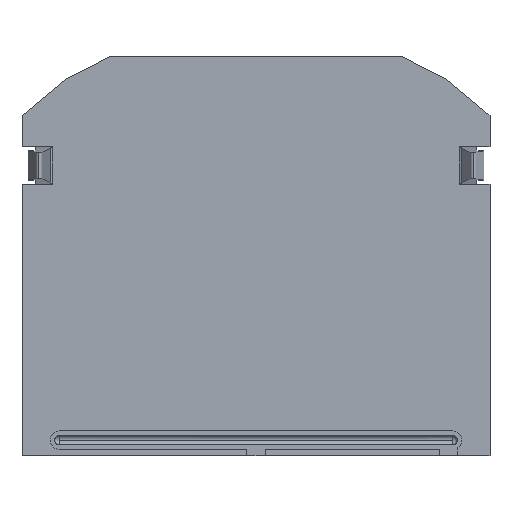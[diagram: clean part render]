
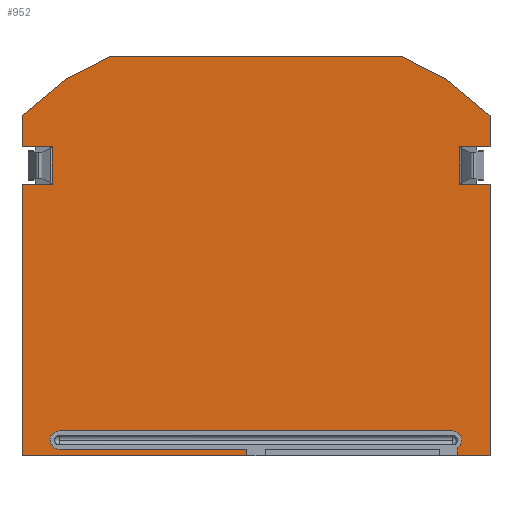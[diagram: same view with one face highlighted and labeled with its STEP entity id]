
A CAD part, left-side view. The second image highlights one B-rep face of the part: STEP entity #952.
In plain terms, the highlighted planar face has unit normal (-1, 0, 0).
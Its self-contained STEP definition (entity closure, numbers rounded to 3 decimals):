
#405=AXIS2_PLACEMENT_3D('Circle Axis2P3D',#403,#404,$) ;
#417=AXIS2_PLACEMENT_3D('Circle Axis2P3D',#415,#416,$) ;
#659=AXIS2_PLACEMENT_3D('Circle Axis2P3D',#657,#658,$) ;
#671=AXIS2_PLACEMENT_3D('Circle Axis2P3D',#669,#670,$) ;
#788=AXIS2_PLACEMENT_3D('Plane Axis2P3D',#785,#786,#787) ;
#369=CARTESIAN_POINT('Vertex',(8.357,5.975,3.975)) ;
#372=CARTESIAN_POINT('Line Origine',(8.357,37.5,3.975)) ;
#376=CARTESIAN_POINT('Vertex',(8.357,69.025,3.975)) ;
#400=CARTESIAN_POINT('Vertex',(8.357,70.5,2.5)) ;
#403=CARTESIAN_POINT('Axis2P3D Location',(8.357,69.025,2.5)) ;
#415=CARTESIAN_POINT('Axis2P3D Location',(8.357,69.025,2.5)) ;
#419=CARTESIAN_POINT('Vertex',(8.357,69.025,1.025)) ;
#439=CARTESIAN_POINT('Line Origine',(8.357,53.988,1.025)) ;
#443=CARTESIAN_POINT('Vertex',(8.357,38.95,1.025)) ;
#463=CARTESIAN_POINT('Line Origine',(8.357,38.95,0.513)) ;
#467=CARTESIAN_POINT('Vertex',(8.357,38.95,0.)) ;
#487=CARTESIAN_POINT('Line Origine',(8.357,2.575,0.)) ;
#491=CARTESIAN_POINT('Vertex',(8.357,5.15,0.)) ;
#493=CARTESIAN_POINT('Vertex',(8.357,0.,0.)) ;
#520=CARTESIAN_POINT('Line Origine',(8.357,56.975,0.)) ;
#524=CARTESIAN_POINT('Vertex',(8.357,75.,0.)) ;
#626=CARTESIAN_POINT('Line Origine',(8.357,5.15,0.639)) ;
#630=CARTESIAN_POINT('Vertex',(8.357,5.15,1.277)) ;
#654=CARTESIAN_POINT('Vertex',(8.357,4.5,2.5)) ;
#657=CARTESIAN_POINT('Axis2P3D Location',(8.357,5.975,2.5)) ;
#669=CARTESIAN_POINT('Axis2P3D Location',(8.357,5.975,2.5)) ;
#785=CARTESIAN_POINT('Axis2P3D Location',(8.357,37.5,0.)) ;
#790=CARTESIAN_POINT('Line Origine',(8.357,0.,21.75)) ;
#794=CARTESIAN_POINT('Vertex',(8.357,0.,43.5)) ;
#797=CARTESIAN_POINT('Line Origine',(8.357,2.426,43.5)) ;
#801=CARTESIAN_POINT('Vertex',(8.357,4.852,43.5)) ;
#804=CARTESIAN_POINT('Line Origine',(8.357,4.852,43.587)) ;
#808=CARTESIAN_POINT('Vertex',(8.357,4.852,43.675)) ;
#811=CARTESIAN_POINT('Line Origine',(8.357,4.852,46.5)) ;
#815=CARTESIAN_POINT('Vertex',(8.357,4.852,49.325)) ;
#818=CARTESIAN_POINT('Line Origine',(8.357,4.852,49.413)) ;
#822=CARTESIAN_POINT('Vertex',(8.357,4.852,49.5)) ;
#825=CARTESIAN_POINT('Line Origine',(8.357,2.426,49.5)) ;
#829=CARTESIAN_POINT('Vertex',(8.357,0.,49.5)) ;
#832=CARTESIAN_POINT('Line Origine',(8.357,0.,52.)) ;
#836=CARTESIAN_POINT('Vertex',(8.357,0.,54.5)) ;
#839=CARTESIAN_POINT('Line Origine',(8.357,3.45,57.395)) ;
#843=CARTESIAN_POINT('Vertex',(8.357,6.9,60.29)) ;
#846=CARTESIAN_POINT('Line Origine',(8.357,10.541,62.145)) ;
#850=CARTESIAN_POINT('Vertex',(8.357,14.182,64.)) ;
#853=CARTESIAN_POINT('Line Origine',(8.357,37.5,64.)) ;
#857=CARTESIAN_POINT('Vertex',(8.357,60.818,64.)) ;
#860=CARTESIAN_POINT('Line Origine',(8.357,64.459,62.145)) ;
#864=CARTESIAN_POINT('Vertex',(8.357,68.1,60.29)) ;
#867=CARTESIAN_POINT('Line Origine',(8.357,71.55,57.395)) ;
#871=CARTESIAN_POINT('Vertex',(8.357,75.,54.5)) ;
#874=CARTESIAN_POINT('Line Origine',(8.357,75.,52.)) ;
#878=CARTESIAN_POINT('Vertex',(8.357,75.,49.5)) ;
#881=CARTESIAN_POINT('Line Origine',(8.357,72.574,49.5)) ;
#885=CARTESIAN_POINT('Vertex',(8.357,70.148,49.5)) ;
#888=CARTESIAN_POINT('Line Origine',(8.357,70.148,49.413)) ;
#892=CARTESIAN_POINT('Vertex',(8.357,70.148,49.325)) ;
#895=CARTESIAN_POINT('Line Origine',(8.357,70.148,46.5)) ;
#899=CARTESIAN_POINT('Vertex',(8.357,70.148,43.675)) ;
#902=CARTESIAN_POINT('Line Origine',(8.357,70.148,43.587)) ;
#906=CARTESIAN_POINT('Vertex',(8.357,70.148,43.5)) ;
#909=CARTESIAN_POINT('Line Origine',(8.357,72.574,43.5)) ;
#913=CARTESIAN_POINT('Vertex',(8.357,75.,43.5)) ;
#916=CARTESIAN_POINT('Line Origine',(8.357,75.,21.75)) ;
#373=DIRECTION('Vector Direction',(0.,1.,0.)) ;
#404=DIRECTION('Axis2P3D Direction',(1.,-0.,0.)) ;
#416=DIRECTION('Axis2P3D Direction',(1.,-0.,0.)) ;
#440=DIRECTION('Vector Direction',(0.,-1.,0.)) ;
#464=DIRECTION('Vector Direction',(0.,0.,-1.)) ;
#488=DIRECTION('Vector Direction',(0.,-1.,0.)) ;
#521=DIRECTION('Vector Direction',(0.,-1.,0.)) ;
#627=DIRECTION('Vector Direction',(0.,0.,1.)) ;
#658=DIRECTION('Axis2P3D Direction',(1.,0.,0.)) ;
#670=DIRECTION('Axis2P3D Direction',(1.,0.,0.)) ;
#786=DIRECTION('Axis2P3D Direction',(1.,0.,0.)) ;
#787=DIRECTION('Axis2P3D XDirection',(0.,1.,0.)) ;
#791=DIRECTION('Vector Direction',(0.,0.,1.)) ;
#798=DIRECTION('Vector Direction',(0.,1.,0.)) ;
#805=DIRECTION('Vector Direction',(0.,0.,-1.)) ;
#812=DIRECTION('Vector Direction',(0.,0.,-1.)) ;
#819=DIRECTION('Vector Direction',(0.,0.,-1.)) ;
#826=DIRECTION('Vector Direction',(0.,-1.,0.)) ;
#833=DIRECTION('Vector Direction',(0.,0.,1.)) ;
#840=DIRECTION('Vector Direction',(0.,-0.766,-0.643)) ;
#847=DIRECTION('Vector Direction',(0.,-0.891,-0.454)) ;
#854=DIRECTION('Vector Direction',(0.,-1.,0.)) ;
#861=DIRECTION('Vector Direction',(0.,-0.891,0.454)) ;
#868=DIRECTION('Vector Direction',(0.,-0.766,0.643)) ;
#875=DIRECTION('Vector Direction',(0.,0.,1.)) ;
#882=DIRECTION('Vector Direction',(0.,-1.,0.)) ;
#889=DIRECTION('Vector Direction',(0.,0.,1.)) ;
#896=DIRECTION('Vector Direction',(0.,0.,1.)) ;
#903=DIRECTION('Vector Direction',(0.,0.,1.)) ;
#910=DIRECTION('Vector Direction',(0.,1.,0.)) ;
#917=DIRECTION('Vector Direction',(0.,0.,1.)) ;
#374=VECTOR('Line Direction',#373,1.) ;
#441=VECTOR('Line Direction',#440,1.) ;
#465=VECTOR('Line Direction',#464,1.) ;
#489=VECTOR('Line Direction',#488,1.) ;
#522=VECTOR('Line Direction',#521,1.) ;
#628=VECTOR('Line Direction',#627,1.) ;
#792=VECTOR('Line Direction',#791,1.) ;
#799=VECTOR('Line Direction',#798,1.) ;
#806=VECTOR('Line Direction',#805,1.) ;
#813=VECTOR('Line Direction',#812,1.) ;
#820=VECTOR('Line Direction',#819,1.) ;
#827=VECTOR('Line Direction',#826,1.) ;
#834=VECTOR('Line Direction',#833,1.) ;
#841=VECTOR('Line Direction',#840,1.) ;
#848=VECTOR('Line Direction',#847,1.) ;
#855=VECTOR('Line Direction',#854,1.) ;
#862=VECTOR('Line Direction',#861,1.) ;
#869=VECTOR('Line Direction',#868,1.) ;
#876=VECTOR('Line Direction',#875,1.) ;
#883=VECTOR('Line Direction',#882,1.) ;
#890=VECTOR('Line Direction',#889,1.) ;
#897=VECTOR('Line Direction',#896,1.) ;
#904=VECTOR('Line Direction',#903,1.) ;
#911=VECTOR('Line Direction',#910,1.) ;
#918=VECTOR('Line Direction',#917,1.) ;
#922=ORIENTED_EDGE('',*,*,#407,.F.) ;
#923=ORIENTED_EDGE('',*,*,#378,.F.) ;
#924=ORIENTED_EDGE('',*,*,#673,.F.) ;
#925=ORIENTED_EDGE('',*,*,#661,.F.) ;
#926=ORIENTED_EDGE('',*,*,#632,.F.) ;
#927=ORIENTED_EDGE('',*,*,#495,.T.) ;
#928=ORIENTED_EDGE('',*,*,#796,.T.) ;
#929=ORIENTED_EDGE('',*,*,#803,.T.) ;
#930=ORIENTED_EDGE('',*,*,#810,.F.) ;
#931=ORIENTED_EDGE('',*,*,#817,.F.) ;
#932=ORIENTED_EDGE('',*,*,#824,.F.) ;
#933=ORIENTED_EDGE('',*,*,#831,.T.) ;
#934=ORIENTED_EDGE('',*,*,#838,.T.) ;
#935=ORIENTED_EDGE('',*,*,#845,.F.) ;
#936=ORIENTED_EDGE('',*,*,#852,.F.) ;
#937=ORIENTED_EDGE('',*,*,#859,.F.) ;
#938=ORIENTED_EDGE('',*,*,#866,.F.) ;
#939=ORIENTED_EDGE('',*,*,#873,.F.) ;
#940=ORIENTED_EDGE('',*,*,#880,.F.) ;
#941=ORIENTED_EDGE('',*,*,#887,.T.) ;
#942=ORIENTED_EDGE('',*,*,#894,.F.) ;
#943=ORIENTED_EDGE('',*,*,#901,.F.) ;
#944=ORIENTED_EDGE('',*,*,#908,.F.) ;
#945=ORIENTED_EDGE('',*,*,#915,.T.) ;
#946=ORIENTED_EDGE('',*,*,#920,.F.) ;
#947=ORIENTED_EDGE('',*,*,#526,.T.) ;
#948=ORIENTED_EDGE('',*,*,#469,.F.) ;
#949=ORIENTED_EDGE('',*,*,#445,.F.) ;
#950=ORIENTED_EDGE('',*,*,#421,.F.) ;
#952=ADVANCED_FACE('Importiert5',(#951),#789,.F.) ;
#406=CIRCLE('generated circle',#405,1.475) ;
#418=CIRCLE('generated circle',#417,1.475) ;
#660=CIRCLE('generated circle',#659,1.475) ;
#672=CIRCLE('generated circle',#671,1.475) ;
#378=EDGE_CURVE('',#370,#377,#375,.T.) ;
#407=EDGE_CURVE('',#377,#401,#406,.F.) ;
#421=EDGE_CURVE('',#401,#420,#418,.F.) ;
#445=EDGE_CURVE('',#420,#444,#442,.T.) ;
#469=EDGE_CURVE('',#444,#468,#466,.T.) ;
#495=EDGE_CURVE('',#492,#494,#490,.T.) ;
#526=EDGE_CURVE('',#525,#468,#523,.T.) ;
#632=EDGE_CURVE('',#492,#631,#629,.T.) ;
#661=EDGE_CURVE('',#631,#655,#660,.F.) ;
#673=EDGE_CURVE('',#655,#370,#672,.F.) ;
#796=EDGE_CURVE('',#494,#795,#793,.T.) ;
#803=EDGE_CURVE('',#795,#802,#800,.T.) ;
#810=EDGE_CURVE('',#809,#802,#807,.T.) ;
#817=EDGE_CURVE('',#816,#809,#814,.T.) ;
#824=EDGE_CURVE('',#823,#816,#821,.T.) ;
#831=EDGE_CURVE('',#823,#830,#828,.T.) ;
#838=EDGE_CURVE('',#830,#837,#835,.T.) ;
#845=EDGE_CURVE('',#844,#837,#842,.T.) ;
#852=EDGE_CURVE('',#851,#844,#849,.T.) ;
#859=EDGE_CURVE('',#858,#851,#856,.T.) ;
#866=EDGE_CURVE('',#865,#858,#863,.T.) ;
#873=EDGE_CURVE('',#872,#865,#870,.T.) ;
#880=EDGE_CURVE('',#879,#872,#877,.T.) ;
#887=EDGE_CURVE('',#879,#886,#884,.T.) ;
#894=EDGE_CURVE('',#893,#886,#891,.T.) ;
#901=EDGE_CURVE('',#900,#893,#898,.T.) ;
#908=EDGE_CURVE('',#907,#900,#905,.T.) ;
#915=EDGE_CURVE('',#907,#914,#912,.T.) ;
#920=EDGE_CURVE('',#525,#914,#919,.T.) ;
#921=EDGE_LOOP('',(#922,#923,#924,#925,#926,#927,#928,#929,#930,#931,#932,#933,#934,#935,#936,#937,#938,#939,#940,#941,#942,#943,#944,#945,#946,#947,#948,#949,#950)) ;
#951=FACE_OUTER_BOUND('',#921,.T.) ;
#375=LINE('Line',#372,#374) ;
#442=LINE('Line',#439,#441) ;
#466=LINE('Line',#463,#465) ;
#490=LINE('Line',#487,#489) ;
#523=LINE('Line',#520,#522) ;
#629=LINE('Line',#626,#628) ;
#793=LINE('Line',#790,#792) ;
#800=LINE('Line',#797,#799) ;
#807=LINE('Line',#804,#806) ;
#814=LINE('Line',#811,#813) ;
#821=LINE('Line',#818,#820) ;
#828=LINE('Line',#825,#827) ;
#835=LINE('Line',#832,#834) ;
#842=LINE('Line',#839,#841) ;
#849=LINE('Line',#846,#848) ;
#856=LINE('Line',#853,#855) ;
#863=LINE('Line',#860,#862) ;
#870=LINE('Line',#867,#869) ;
#877=LINE('Line',#874,#876) ;
#884=LINE('Line',#881,#883) ;
#891=LINE('Line',#888,#890) ;
#898=LINE('Line',#895,#897) ;
#905=LINE('Line',#902,#904) ;
#912=LINE('Line',#909,#911) ;
#919=LINE('Line',#916,#918) ;
#789=PLANE('',#788) ;
#370=VERTEX_POINT('',#369) ;
#377=VERTEX_POINT('',#376) ;
#401=VERTEX_POINT('',#400) ;
#420=VERTEX_POINT('',#419) ;
#444=VERTEX_POINT('',#443) ;
#468=VERTEX_POINT('',#467) ;
#492=VERTEX_POINT('',#491) ;
#494=VERTEX_POINT('',#493) ;
#525=VERTEX_POINT('',#524) ;
#631=VERTEX_POINT('',#630) ;
#655=VERTEX_POINT('',#654) ;
#795=VERTEX_POINT('',#794) ;
#802=VERTEX_POINT('',#801) ;
#809=VERTEX_POINT('',#808) ;
#816=VERTEX_POINT('',#815) ;
#823=VERTEX_POINT('',#822) ;
#830=VERTEX_POINT('',#829) ;
#837=VERTEX_POINT('',#836) ;
#844=VERTEX_POINT('',#843) ;
#851=VERTEX_POINT('',#850) ;
#858=VERTEX_POINT('',#857) ;
#865=VERTEX_POINT('',#864) ;
#872=VERTEX_POINT('',#871) ;
#879=VERTEX_POINT('',#878) ;
#886=VERTEX_POINT('',#885) ;
#893=VERTEX_POINT('',#892) ;
#900=VERTEX_POINT('',#899) ;
#907=VERTEX_POINT('',#906) ;
#914=VERTEX_POINT('',#913) ;
